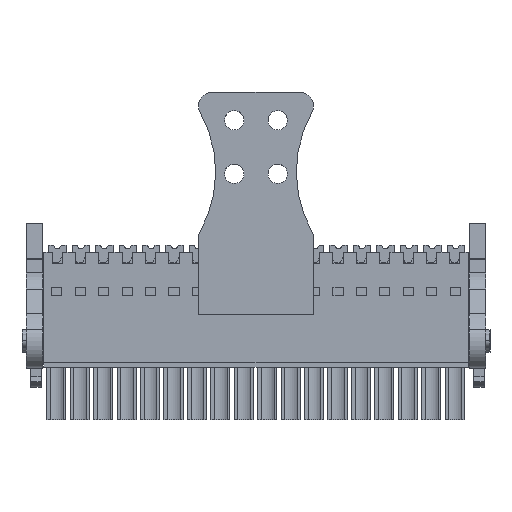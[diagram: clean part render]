
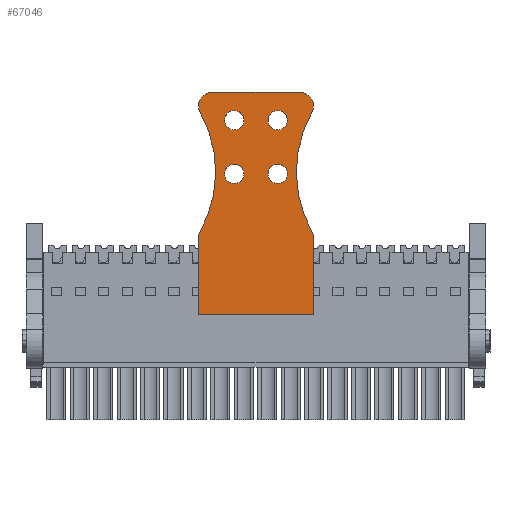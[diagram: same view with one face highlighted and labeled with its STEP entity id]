
A CAD part, front view. The second image highlights one B-rep face of the part: STEP entity #67046.
In plain terms, the highlighted planar face has unit normal (0, -1, 0).
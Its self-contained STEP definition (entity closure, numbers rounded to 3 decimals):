
#66906=AXIS2_PLACEMENT_3D('Plane Axis2P3D',#66903,#66904,#66905) ;
#66926=AXIS2_PLACEMENT_3D('Circle Axis2P3D',#66924,#66925,$) ;
#66933=AXIS2_PLACEMENT_3D('Circle Axis2P3D',#66931,#66932,$) ;
#66947=AXIS2_PLACEMENT_3D('Circle Axis2P3D',#66945,#66946,$) ;
#66954=AXIS2_PLACEMENT_3D('Circle Axis2P3D',#66952,#66953,$) ;
#66976=AXIS2_PLACEMENT_3D('Circle Axis2P3D',#66974,#66975,$) ;
#66985=AXIS2_PLACEMENT_3D('Circle Axis2P3D',#66983,#66984,$) ;
#66994=AXIS2_PLACEMENT_3D('Circle Axis2P3D',#66992,#66993,$) ;
#67003=AXIS2_PLACEMENT_3D('Circle Axis2P3D',#67001,#67002,$) ;
#67012=AXIS2_PLACEMENT_3D('Circle Axis2P3D',#67010,#67011,$) ;
#67021=AXIS2_PLACEMENT_3D('Circle Axis2P3D',#67019,#67020,$) ;
#67030=AXIS2_PLACEMENT_3D('Circle Axis2P3D',#67028,#67029,$) ;
#67039=AXIS2_PLACEMENT_3D('Circle Axis2P3D',#67037,#67038,$) ;
#66903=CARTESIAN_POINT('Axis2P3D Location',(21.,0.,0.)) ;
#66908=CARTESIAN_POINT('Line Origine',(34.95,0.,15.7)) ;
#66912=CARTESIAN_POINT('Vertex',(26.39,0.,15.7)) ;
#66914=CARTESIAN_POINT('Vertex',(43.51,0.,15.7)) ;
#66917=CARTESIAN_POINT('Line Origine',(43.51,0.,21.7)) ;
#66921=CARTESIAN_POINT('Vertex',(43.51,0.,27.701)) ;
#66924=CARTESIAN_POINT('Axis2P3D Location',(59.165,0.,36.973)) ;
#66928=CARTESIAN_POINT('Vertex',(43.294,0.,45.872)) ;
#66931=CARTESIAN_POINT('Axis2P3D Location',(41.55,0.,46.85)) ;
#66935=CARTESIAN_POINT('Vertex',(41.55,0.,48.85)) ;
#66938=CARTESIAN_POINT('Line Origine',(34.95,0.,48.85)) ;
#66942=CARTESIAN_POINT('Vertex',(28.35,0.,48.85)) ;
#66945=CARTESIAN_POINT('Axis2P3D Location',(28.35,0.,46.85)) ;
#66949=CARTESIAN_POINT('Vertex',(26.606,0.,45.872)) ;
#66952=CARTESIAN_POINT('Axis2P3D Location',(10.735,0.,36.973)) ;
#66956=CARTESIAN_POINT('Vertex',(26.39,0.,27.701)) ;
#66959=CARTESIAN_POINT('Line Origine',(26.39,0.,21.7)) ;
#66974=CARTESIAN_POINT('Axis2P3D Location',(38.2,0.,44.7)) ;
#66978=CARTESIAN_POINT('Vertex',(36.75,0.,44.7)) ;
#66980=CARTESIAN_POINT('Vertex',(39.65,0.,44.7)) ;
#66983=CARTESIAN_POINT('Axis2P3D Location',(38.2,0.,44.7)) ;
#66992=CARTESIAN_POINT('Axis2P3D Location',(31.7,0.,44.7)) ;
#66996=CARTESIAN_POINT('Vertex',(30.25,0.,44.7)) ;
#66998=CARTESIAN_POINT('Vertex',(33.15,0.,44.7)) ;
#67001=CARTESIAN_POINT('Axis2P3D Location',(31.7,0.,44.7)) ;
#67010=CARTESIAN_POINT('Axis2P3D Location',(31.7,0.,36.7)) ;
#67014=CARTESIAN_POINT('Vertex',(30.25,0.,36.7)) ;
#67016=CARTESIAN_POINT('Vertex',(33.15,0.,36.7)) ;
#67019=CARTESIAN_POINT('Axis2P3D Location',(31.7,0.,36.7)) ;
#67028=CARTESIAN_POINT('Axis2P3D Location',(38.2,0.,36.7)) ;
#67032=CARTESIAN_POINT('Vertex',(36.75,0.,36.7)) ;
#67034=CARTESIAN_POINT('Vertex',(39.65,0.,36.7)) ;
#67037=CARTESIAN_POINT('Axis2P3D Location',(38.2,0.,36.7)) ;
#66904=DIRECTION('Axis2P3D Direction',(0.,-1.,0.)) ;
#66905=DIRECTION('Axis2P3D XDirection',(1.,0.,0.)) ;
#66909=DIRECTION('Vector Direction',(1.,0.,0.)) ;
#66918=DIRECTION('Vector Direction',(0.,0.,-1.)) ;
#66925=DIRECTION('Axis2P3D Direction',(0.,-1.,0.)) ;
#66932=DIRECTION('Axis2P3D Direction',(0.,-1.,0.)) ;
#66939=DIRECTION('Vector Direction',(-1.,0.,0.)) ;
#66946=DIRECTION('Axis2P3D Direction',(0.,-1.,0.)) ;
#66953=DIRECTION('Axis2P3D Direction',(0.,-1.,0.)) ;
#66960=DIRECTION('Vector Direction',(0.,0.,1.)) ;
#66975=DIRECTION('Axis2P3D Direction',(0.,-1.,0.)) ;
#66984=DIRECTION('Axis2P3D Direction',(0.,-1.,0.)) ;
#66993=DIRECTION('Axis2P3D Direction',(0.,-1.,0.)) ;
#67002=DIRECTION('Axis2P3D Direction',(0.,-1.,0.)) ;
#67011=DIRECTION('Axis2P3D Direction',(0.,-1.,0.)) ;
#67020=DIRECTION('Axis2P3D Direction',(0.,-1.,0.)) ;
#67029=DIRECTION('Axis2P3D Direction',(0.,-1.,0.)) ;
#67038=DIRECTION('Axis2P3D Direction',(0.,-1.,0.)) ;
#66910=VECTOR('Line Direction',#66909,1.) ;
#66919=VECTOR('Line Direction',#66918,1.) ;
#66940=VECTOR('Line Direction',#66939,1.) ;
#66961=VECTOR('Line Direction',#66960,1.) ;
#66965=ORIENTED_EDGE('',*,*,#66916,.T.) ;
#66966=ORIENTED_EDGE('',*,*,#66923,.T.) ;
#66967=ORIENTED_EDGE('',*,*,#66930,.T.) ;
#66968=ORIENTED_EDGE('',*,*,#66937,.T.) ;
#66969=ORIENTED_EDGE('',*,*,#66944,.T.) ;
#66970=ORIENTED_EDGE('',*,*,#66951,.T.) ;
#66971=ORIENTED_EDGE('',*,*,#66958,.T.) ;
#66972=ORIENTED_EDGE('',*,*,#66963,.T.) ;
#66989=ORIENTED_EDGE('',*,*,#66982,.F.) ;
#66990=ORIENTED_EDGE('',*,*,#66987,.F.) ;
#67007=ORIENTED_EDGE('',*,*,#67000,.F.) ;
#67008=ORIENTED_EDGE('',*,*,#67005,.F.) ;
#67025=ORIENTED_EDGE('',*,*,#67018,.F.) ;
#67026=ORIENTED_EDGE('',*,*,#67023,.F.) ;
#67043=ORIENTED_EDGE('',*,*,#67036,.F.) ;
#67044=ORIENTED_EDGE('',*,*,#67041,.F.) ;
#66991=FACE_BOUND('',#66988,.T.) ;
#67009=FACE_BOUND('',#67006,.T.) ;
#67027=FACE_BOUND('',#67024,.T.) ;
#67045=FACE_BOUND('',#67042,.T.) ;
#67046=ADVANCED_FACE('Strain relief',(#66973,#66991,#67009,#67027,#67045),#66907,.T.) ;
#66927=CIRCLE('generated circle',#66926,18.195) ;
#66934=CIRCLE('generated circle',#66933,2.) ;
#66948=CIRCLE('generated circle',#66947,2.) ;
#66955=CIRCLE('generated circle',#66954,18.195) ;
#66977=CIRCLE('generated circle',#66976,1.45) ;
#66986=CIRCLE('generated circle',#66985,1.45) ;
#66995=CIRCLE('generated circle',#66994,1.45) ;
#67004=CIRCLE('generated circle',#67003,1.45) ;
#67013=CIRCLE('generated circle',#67012,1.45) ;
#67022=CIRCLE('generated circle',#67021,1.45) ;
#67031=CIRCLE('generated circle',#67030,1.45) ;
#67040=CIRCLE('generated circle',#67039,1.45) ;
#66916=EDGE_CURVE('',#66913,#66915,#66911,.T.) ;
#66923=EDGE_CURVE('',#66915,#66922,#66920,.F.) ;
#66930=EDGE_CURVE('',#66922,#66929,#66927,.F.) ;
#66937=EDGE_CURVE('',#66929,#66936,#66934,.T.) ;
#66944=EDGE_CURVE('',#66936,#66943,#66941,.T.) ;
#66951=EDGE_CURVE('',#66943,#66950,#66948,.T.) ;
#66958=EDGE_CURVE('',#66950,#66957,#66955,.F.) ;
#66963=EDGE_CURVE('',#66957,#66913,#66962,.F.) ;
#66982=EDGE_CURVE('',#66979,#66981,#66977,.T.) ;
#66987=EDGE_CURVE('',#66981,#66979,#66986,.T.) ;
#67000=EDGE_CURVE('',#66997,#66999,#66995,.T.) ;
#67005=EDGE_CURVE('',#66999,#66997,#67004,.T.) ;
#67018=EDGE_CURVE('',#67015,#67017,#67013,.T.) ;
#67023=EDGE_CURVE('',#67017,#67015,#67022,.T.) ;
#67036=EDGE_CURVE('',#67033,#67035,#67031,.T.) ;
#67041=EDGE_CURVE('',#67035,#67033,#67040,.T.) ;
#66964=EDGE_LOOP('',(#66965,#66966,#66967,#66968,#66969,#66970,#66971,#66972)) ;
#66988=EDGE_LOOP('',(#66989,#66990)) ;
#67006=EDGE_LOOP('',(#67007,#67008)) ;
#67024=EDGE_LOOP('',(#67025,#67026)) ;
#67042=EDGE_LOOP('',(#67043,#67044)) ;
#66973=FACE_OUTER_BOUND('',#66964,.T.) ;
#66911=LINE('Line',#66908,#66910) ;
#66920=LINE('Line',#66917,#66919) ;
#66941=LINE('Line',#66938,#66940) ;
#66962=LINE('Line',#66959,#66961) ;
#66907=PLANE('',#66906) ;
#66913=VERTEX_POINT('',#66912) ;
#66915=VERTEX_POINT('',#66914) ;
#66922=VERTEX_POINT('',#66921) ;
#66929=VERTEX_POINT('',#66928) ;
#66936=VERTEX_POINT('',#66935) ;
#66943=VERTEX_POINT('',#66942) ;
#66950=VERTEX_POINT('',#66949) ;
#66957=VERTEX_POINT('',#66956) ;
#66979=VERTEX_POINT('',#66978) ;
#66981=VERTEX_POINT('',#66980) ;
#66997=VERTEX_POINT('',#66996) ;
#66999=VERTEX_POINT('',#66998) ;
#67015=VERTEX_POINT('',#67014) ;
#67017=VERTEX_POINT('',#67016) ;
#67033=VERTEX_POINT('',#67032) ;
#67035=VERTEX_POINT('',#67034) ;
